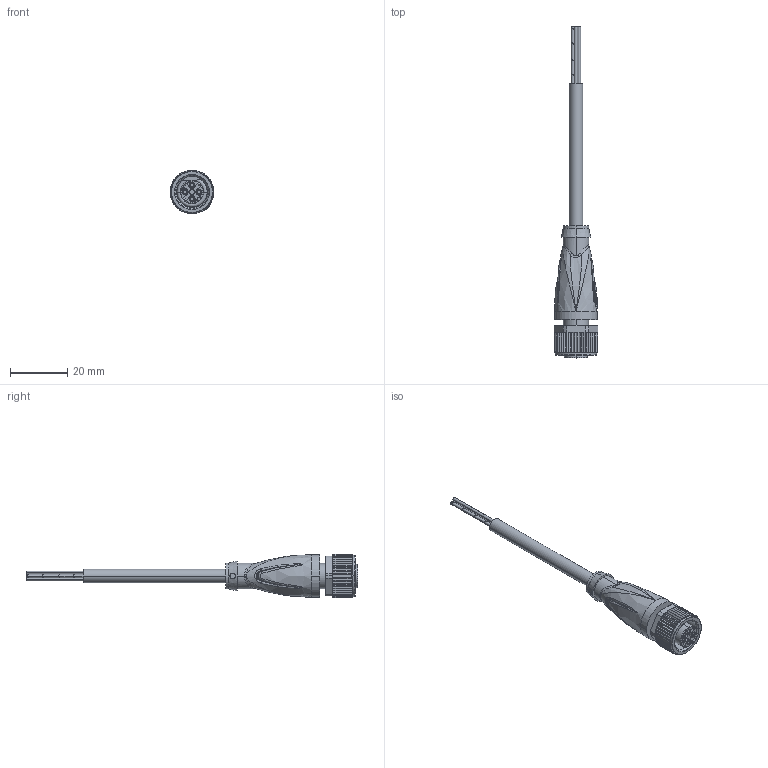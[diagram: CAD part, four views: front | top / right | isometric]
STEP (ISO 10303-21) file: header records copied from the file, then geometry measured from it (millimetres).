
FILE_DESCRIPTION(('STEP AP214'),'1');
FILE_NAME('cctmp_12F27982-B2C5-41D4-BD41-E272B48F414A_2022_04_27_10_48_10_0762..stp','2022-04-27T08:48:15',('KiM GmbH'),('CADClick - www.CADClick.com'),'Spatial InterOp 3D postprocessed',' ','unknown authorization');
FILE_SCHEMA(('AUTOMOTIVE_DESIGN'));
Length unit declared in the file: millimetre
Products named in the file (7): T194134_1; Connection2; Cable; Connection1; Connection1_2; Connection1_1; T194134
Assembly tree (6 placements, depth 4):
  T194134
    T194134_1
      Connection2
      Cable
      Connection1
        Connection1_2
        Connection1_1
Bounding box: 15.4 x 116.4 x 15.37 mm (x, y, z)
Volume: 6702.4 mm3; surface area: 5050.8 mm2
Topology: 9 solids, 29 shells, 1084 faces, 2756 edges, 1737 vertices
Faces by surface type: plane 508, cylinder 232, torus 167, bspline 113, cone 64
Entity records: 52675 total; most frequent: CARTESIAN_POINT 23522, ORIENTED_EDGE 5448, DIRECTION 5245, EDGE_CURVE 2746, AXIS2_PLACEMENT_3D 1933, VERTEX_POINT 1737, LINE 1379, VECTOR 1379
